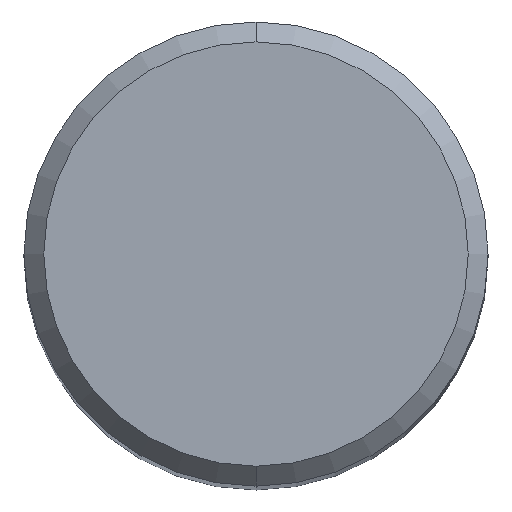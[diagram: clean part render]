
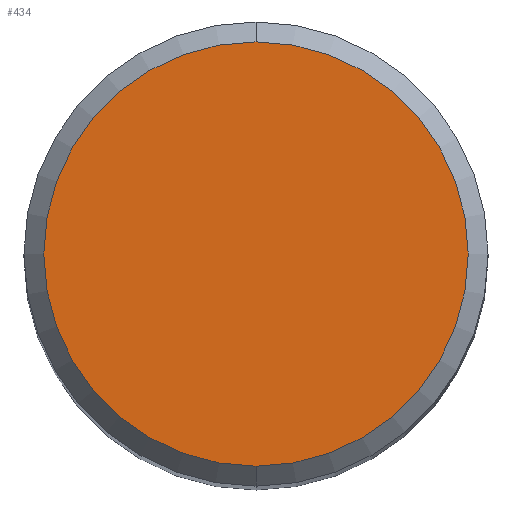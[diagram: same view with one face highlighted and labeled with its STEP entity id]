
A CAD part, top view. The second image highlights one B-rep face of the part: STEP entity #434.
In plain terms, the highlighted planar face has unit normal (0, 0, 1).
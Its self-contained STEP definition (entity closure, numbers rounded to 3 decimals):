
#208=VERTEX_POINT('',#512);
#310=EDGE_CURVE('',#404,#208,#619,.T.);
#400=EDGE_CURVE('',#208,#404,#723,.T.);
#404=VERTEX_POINT('',#727);
#434=ADVANCED_FACE('',(#762),#763,.T.);
#512=CARTESIAN_POINT('',(0.0,6.4,0.0));
#619=CIRCLE('',#1086,6.4);
#723=CIRCLE('',#1301,6.4);
#727=CARTESIAN_POINT('',(0.,-6.4,0.0));
#762=FACE_OUTER_BOUND('',#1402,.T.);
#763=PLANE('',#1403);
#1086=AXIS2_PLACEMENT_3D('',#1619,#1620,#1621);
#1301=AXIS2_PLACEMENT_3D('',#1765,#1766,#1767);
#1402=EDGE_LOOP('',(#1811,#1812));
#1403=AXIS2_PLACEMENT_3D('',#1813,#1814,#1815);
#1619=CARTESIAN_POINT('',(0.0,0.0,0.0));
#1620=DIRECTION('',(0.0,0.0,-1.0));
#1621=DIRECTION('',(0.0,1.0,0.0));
#1765=CARTESIAN_POINT('',(0.0,0.0,0.0));
#1766=DIRECTION('',(0.0,0.0,-1.0));
#1767=DIRECTION('',(0.0,1.0,0.0));
#1811=ORIENTED_EDGE('',*,*,#400,.F.);
#1812=ORIENTED_EDGE('',*,*,#310,.F.);
#1813=CARTESIAN_POINT('',(0.0,3.2,0.0));
#1814=DIRECTION('',(-0.0,0.0,1.0));
#1815=DIRECTION('',(0.0,-1.0,0.0));
